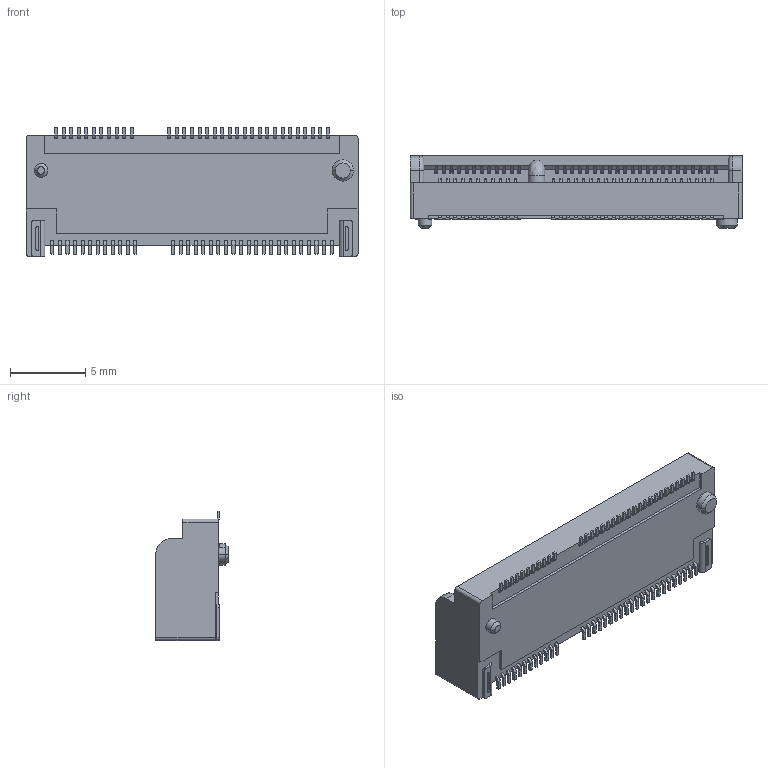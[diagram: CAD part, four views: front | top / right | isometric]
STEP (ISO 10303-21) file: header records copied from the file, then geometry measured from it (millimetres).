
FILE_DESCRIPTION((''),'2;1');
FILE_NAME('MDT420E0X001_C3D','2020-09-27T',('yunx.liu'),(''),'CREO PARAMETRIC BY PTC INC, 2018360','CREO PARAMETRIC BY PTC INC, 2018360','');
FILE_SCHEMA(('AUTOMOTIVE_DESIGN { 1 0 10303 214 1 1 1 1 }'));
Length unit declared in the file: millimetre
Products named in the file (1): MDT420E0X001_C3D
Bounding box: 22 x 4.8 x 8.55 mm (x, y, z)
Volume: 544.4 mm3; surface area: 733.5 mm2
Topology: 1 solids, 1 shells, 1553 faces, 4413 edges, 2945 vertices
Faces by surface type: plane 1181, cylinder 365, cone 4, torus 2, bspline 1
Entity records: 50563 total; most frequent: CARTESIAN_POINT 9280, ORIENTED_EDGE 8826, DIRECTION 8136, EDGE_CURVE 4413, VECTOR 3522, LINE 3522, VERTEX_POINT 2945, AXIS2_PLACEMENT_3D 2307
